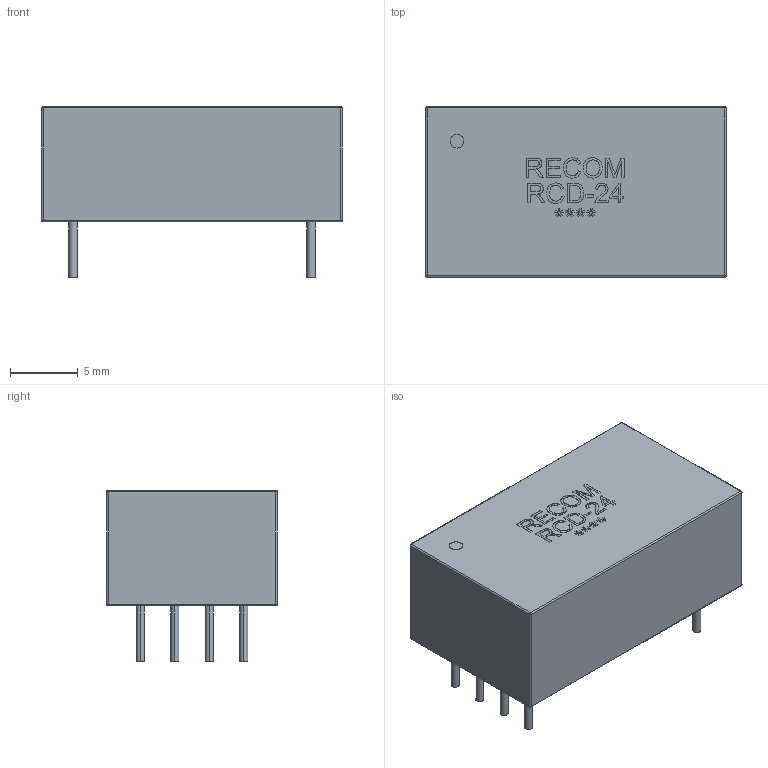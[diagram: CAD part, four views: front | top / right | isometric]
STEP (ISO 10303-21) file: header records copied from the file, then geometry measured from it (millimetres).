
FILE_DESCRIPTION(('FreeCAD Model'),'2;1');
FILE_NAME('1.step','2018-04-11T14:48:17',('kicad StepUp'),( 'ksu MCAD'),'Open CASCADE STEP processor 6.8','FreeCAD','Unknown');
FILE_SCHEMA(('AUTOMOTIVE_DESIGN_CC2 { 1 2 10303 214 -1 1 5 4 }'));
Length unit declared in the file: millimetre
Products named in the file (2): ASSEMBLY; 1
Assembly tree (1 placements, depth 2):
  ASSEMBLY
    1
Bounding box: 22.1 x 12.55 x 12.6 mm (x, y, z)
Volume: 2363.9 mm3; surface area: 1184.7 mm2
Topology: 1 solids, 1 shells, 296 faces, 789 edges, 514 vertices
Faces by surface type: extrusion 148, plane 114, cylinder 26, sphere 8
Entity records: 18179 total; most frequent: CARTESIAN_POINT 9795, ORIENTED_EDGE 1562, EDGE_CURVE 781, DIRECTION 729, B_SPLINE_CURVE_WITH_KNOTS 700, VERTEX_POINT 514, VECTOR 325, FACE_BOUND 323
